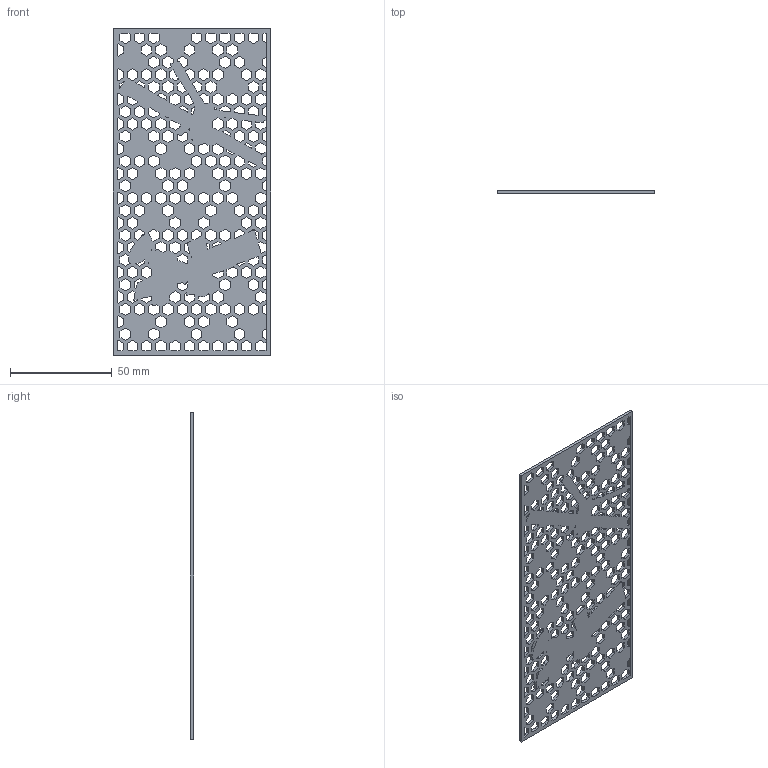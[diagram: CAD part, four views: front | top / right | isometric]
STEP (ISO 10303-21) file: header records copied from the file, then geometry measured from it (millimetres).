
FILE_DESCRIPTION(/* description */ (''),/* implementation_level */ '2;1');
FILE_NAME(/* name */ 'Xpanel 3u.2 v3.step',/* time_stamp */ '2025-05-22T09:05:07+03:00',/* author */ (''),/* organization */ (''),/* preprocessor_version */ 'ST-DEVELOPER v20.1',/* originating_system */ 'Autodesk Translation Framework v14.4.0.0',/* authorisation */ '');
FILE_SCHEMA (('AUTOMOTIVE_DESIGN { 1 0 10303 214 3 1 1 }'));
Length unit declared in the file: millimetre
Products named in the file (1): Xpanel 3u.2
Bounding box: 77.5 x 1.5 x 160 mm (x, y, z)
Volume: 12596.6 mm3; surface area: 23006.9 mm2
Topology: 1 solids, 1 shells, 1326 faces, 3972 edges, 2648 vertices
Faces by surface type: plane 1202, bspline 122, cylinder 2
Entity records: 45286 total; most frequent: CARTESIAN_POINT 10118, ORIENTED_EDGE 7944, DIRECTION 6025, EDGE_CURVE 3972, LINE 3607, VECTOR 3607, VERTEX_POINT 2648, EDGE_LOOP 1734
